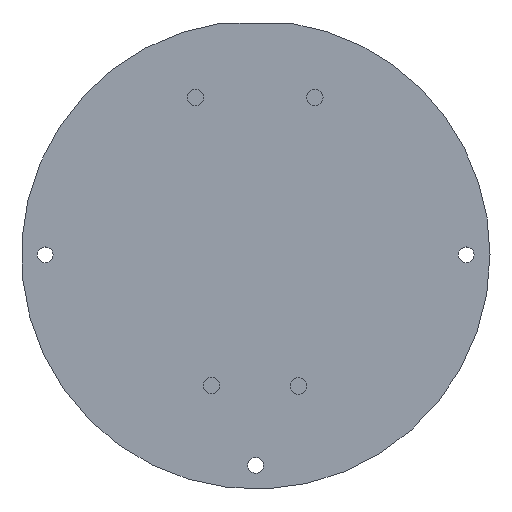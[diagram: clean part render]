
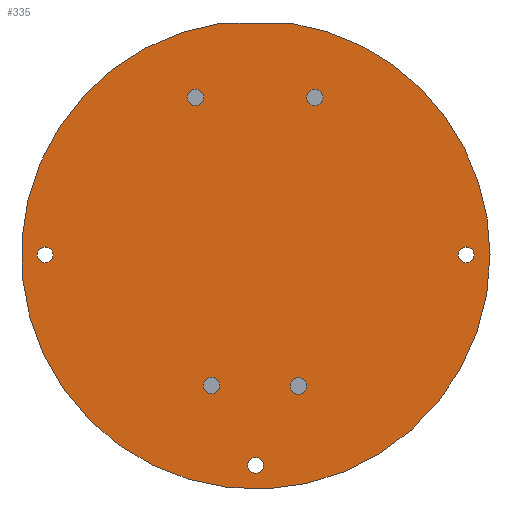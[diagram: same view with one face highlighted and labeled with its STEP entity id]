
A CAD part, top view. The second image highlights one B-rep face of the part: STEP entity #335.
In plain terms, the highlighted planar face has unit normal (0, 0, 1).
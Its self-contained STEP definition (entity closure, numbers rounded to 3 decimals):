
#26=FACE_BOUND('',#87,.T.);
#27=FACE_BOUND('',#88,.T.);
#28=FACE_BOUND('',#89,.T.);
#29=FACE_BOUND('',#90,.T.);
#30=FACE_BOUND('',#91,.T.);
#31=FACE_BOUND('',#92,.T.);
#32=FACE_BOUND('',#93,.T.);
#41=PLANE('',#388);
#62=FACE_OUTER_BOUND('',#86,.T.);
#86=EDGE_LOOP('',(#294,#295,#296));
#87=EDGE_LOOP('',(#297));
#88=EDGE_LOOP('',(#298));
#89=EDGE_LOOP('',(#299));
#90=EDGE_LOOP('',(#300));
#91=EDGE_LOOP('',(#301));
#92=EDGE_LOOP('',(#302));
#93=EDGE_LOOP('',(#303));
#102=LINE('',#676,#110);
#110=VECTOR('',#499,10.);
#111=CIRCLE('',#340,1.05);
#113=CIRCLE('',#344,1.05);
#115=CIRCLE('',#348,1.05);
#117=CIRCLE('',#352,1.05);
#135=CIRCLE('',#378,29.873);
#136=CIRCLE('',#379,29.873);
#138=CIRCLE('',#382,1.);
#139=CIRCLE('',#384,1.);
#140=CIRCLE('',#386,1.);
#141=VERTEX_POINT('',#504);
#143=VERTEX_POINT('',#511);
#145=VERTEX_POINT('',#518);
#147=VERTEX_POINT('',#525);
#165=VERTEX_POINT('',#641);
#166=VERTEX_POINT('',#643);
#167=VERTEX_POINT('',#645);
#168=VERTEX_POINT('',#663);
#169=VERTEX_POINT('',#667);
#170=VERTEX_POINT('',#671);
#171=EDGE_CURVE('',#141,#141,#111,.T.);
#174=EDGE_CURVE('',#143,#143,#113,.T.);
#177=EDGE_CURVE('',#145,#145,#115,.T.);
#180=EDGE_CURVE('',#147,#147,#117,.T.);
#205=EDGE_CURVE('',#166,#165,#135,.T.);
#207=EDGE_CURVE('',#165,#167,#136,.T.);
#209=EDGE_CURVE('',#168,#168,#138,.T.);
#211=EDGE_CURVE('',#169,#169,#139,.T.);
#213=EDGE_CURVE('',#170,#170,#140,.T.);
#215=EDGE_CURVE('',#167,#166,#102,.T.);
#294=ORIENTED_EDGE('',*,*,#205,.T.);
#295=ORIENTED_EDGE('',*,*,#207,.T.);
#296=ORIENTED_EDGE('',*,*,#215,.T.);
#297=ORIENTED_EDGE('',*,*,#180,.T.);
#298=ORIENTED_EDGE('',*,*,#177,.T.);
#299=ORIENTED_EDGE('',*,*,#174,.T.);
#300=ORIENTED_EDGE('',*,*,#171,.T.);
#301=ORIENTED_EDGE('',*,*,#209,.T.);
#302=ORIENTED_EDGE('',*,*,#211,.T.);
#303=ORIENTED_EDGE('',*,*,#213,.T.);
#335=ADVANCED_FACE('',(#62,#26,#27,#28,#29,#30,#31,#32),#41,.T.);
#340=AXIS2_PLACEMENT_3D('',#505,#394,#395);
#344=AXIS2_PLACEMENT_3D('',#512,#403,#404);
#348=AXIS2_PLACEMENT_3D('',#519,#412,#413);
#352=AXIS2_PLACEMENT_3D('',#526,#421,#422);
#378=AXIS2_PLACEMENT_3D('',#644,#474,#475);
#379=AXIS2_PLACEMENT_3D('',#660,#476,#477);
#382=AXIS2_PLACEMENT_3D('',#664,#482,#483);
#384=AXIS2_PLACEMENT_3D('',#668,#487,#488);
#386=AXIS2_PLACEMENT_3D('',#672,#492,#493);
#388=AXIS2_PLACEMENT_3D('',#675,#497,#498);
#394=DIRECTION('center_axis',(0.,0.,
-1.));
#395=DIRECTION('ref_axis',(1.,0.,0.));
#403=DIRECTION('center_axis',(0.,0.,
-1.));
#404=DIRECTION('ref_axis',(1.,0.,0.));
#412=DIRECTION('center_axis',(0.,0.,
-1.));
#413=DIRECTION('ref_axis',(1.,0.,0.));
#421=DIRECTION('center_axis',(0.,0.,
-1.));
#422=DIRECTION('ref_axis',(1.,0.,0.));
#474=DIRECTION('center_axis',(0.,0.,
1.));
#475=DIRECTION('ref_axis',(-1.,0.,0.));
#476=DIRECTION('center_axis',(0.,0.,
1.));
#477=DIRECTION('ref_axis',(-1.,0.,0.));
#482=DIRECTION('center_axis',(0.,0.,
-1.));
#483=DIRECTION('ref_axis',(-1.,0.,0.));
#487=DIRECTION('center_axis',(0.,0.,
-1.));
#488=DIRECTION('ref_axis',(-1.,0.,0.));
#492=DIRECTION('center_axis',(0.,0.,
-1.));
#493=DIRECTION('ref_axis',(-1.,0.,0.));
#497=DIRECTION('center_axis',(0.,0.,
1.));
#498=DIRECTION('ref_axis',(-1.,0.,0.));
#499=DIRECTION('',(-1.,0.,0.));
#504=CARTESIAN_POINT('',(-6.67,-13.671,-48.));
#505=CARTESIAN_POINT('Origin',(-5.62,-13.671,-48.));
#511=CARTESIAN_POINT('',(6.492,23.083,-48.));
#512=CARTESIAN_POINT('Origin',(7.542,23.083,-48.));
#518=CARTESIAN_POINT('',(4.382,-13.712,-48.));
#519=CARTESIAN_POINT('Origin',(5.432,-13.712,-48.));
#525=CARTESIAN_POINT('',(-8.748,23.083,-48.));
#526=CARTESIAN_POINT('Origin',(-7.698,23.083,-48.));
#641=CARTESIAN_POINT('',(29.873,3.,-48.));
#643=CARTESIAN_POINT('',(-4.461,32.538,-48.));
#644=CARTESIAN_POINT('Origin',(0.,3.,-48.));
#645=CARTESIAN_POINT('',(4.461,32.538,-48.));
#660=CARTESIAN_POINT('Origin',(0.,3.,-48.));
#663=CARTESIAN_POINT('',(27.84,3.,-48.));
#664=CARTESIAN_POINT('Origin',(26.84,3.,-48.));
#667=CARTESIAN_POINT('',(-25.84,3.,-48.));
#668=CARTESIAN_POINT('Origin',(-26.84,3.,-48.));
#671=CARTESIAN_POINT('',(1.,-23.84,-48.));
#672=CARTESIAN_POINT('Origin',(0.,-23.84,-48.));
#675=CARTESIAN_POINT('Origin',(0.,3.,-48.));
#676=CARTESIAN_POINT('',(0.,32.538,-48.));
